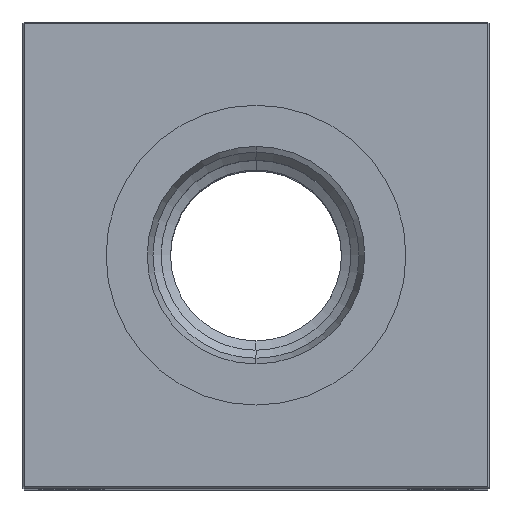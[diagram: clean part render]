
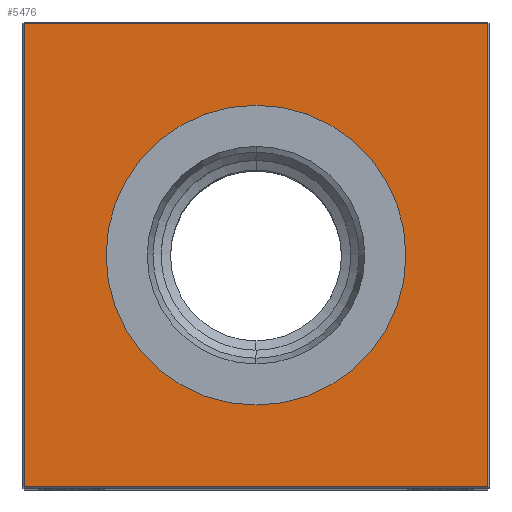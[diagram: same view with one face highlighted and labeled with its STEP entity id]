
A CAD part, top view. The second image highlights one B-rep face of the part: STEP entity #5476.
In plain terms, the highlighted planar face has unit normal (0, 0, 1).
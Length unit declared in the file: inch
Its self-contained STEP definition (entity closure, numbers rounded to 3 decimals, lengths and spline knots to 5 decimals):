
#582 = CARTESIAN_POINT ( 'NONE',  ( 1.49, 0., 6.25 ) ) ;
#680 = AXIS2_PLACEMENT_3D ( 'NONE', #778, #9121, #17153 ) ;
#778 = CARTESIAN_POINT ( 'NONE',  ( 0., 0., 6.25 ) ) ;
#787 = LINE ( 'NONE', #16762, #16348 ) ;
#1017 = EDGE_CURVE ( 'NONE', #19076, #13630, #14377, .T. ) ;
#1596 = EDGE_CURVE ( 'NONE', #3678, #19866, #19785, .T. ) ;
#1937 = CARTESIAN_POINT ( 'NONE',  ( -1.49, 0., 6.25 ) ) ;
#2177 = CARTESIAN_POINT ( 'NONE',  ( -1.49, -1.49, 6.25 ) ) ;
#2202 = ORIENTED_EDGE ( 'NONE', *, *, #20856, .T. ) ;
#2224 = DIRECTION ( 'NONE',  ( 0., 0., -1. ) ) ;
#2498 = VERTEX_POINT ( 'NONE', #25772 ) ;
#2813 = DIRECTION ( 'NONE',  ( -1., 0., 0. ) ) ;
#2951 = ORIENTED_EDGE ( 'NONE', *, *, #1596, .T. ) ;
#3529 = EDGE_CURVE ( 'NONE', #23178, #19076, #787, .T. ) ;
#3678 = VERTEX_POINT ( 'NONE', #11973 ) ;
#4261 = CARTESIAN_POINT ( 'NONE',  ( 0., 0., 6.25 ) ) ;
#4457 = FACE_BOUND ( 'NONE', #17886, .T. ) ;
#5476 = ADVANCED_FACE ( 'NONE', ( #17024, #4457 ), #8982, .F. ) ;
#5684 = EDGE_LOOP ( 'NONE', ( #18585, #9044, #2202, #18021 ) ) ;
#6107 = ORIENTED_EDGE ( 'NONE', *, *, #16723, .T. ) ;
#6485 = DIRECTION ( 'NONE',  ( 1., 0., 0. ) ) ;
#8039 = VECTOR ( 'NONE', #22660, 39.37008 ) ;
#8808 = CARTESIAN_POINT ( 'NONE',  ( 0., -1.49, 6.25 ) ) ;
#8926 = LINE ( 'NONE', #582, #20678 ) ;
#8982 = PLANE ( 'NONE',  #680 ) ;
#9044 = ORIENTED_EDGE ( 'NONE', *, *, #25326, .T. ) ;
#9121 = DIRECTION ( 'NONE',  ( 0., 0., -1. ) ) ;
#11103 = DIRECTION ( 'NONE',  ( 0., 1., 0. ) ) ;
#11973 = CARTESIAN_POINT ( 'NONE',  ( 0., -0.96457, 6.25 ) ) ;
#13225 = CARTESIAN_POINT ( 'NONE',  ( 0., 0., 6.25 ) ) ;
#13630 = VERTEX_POINT ( 'NONE', #2177 ) ;
#14085 = DIRECTION ( 'NONE',  ( -1., 0., 0. ) ) ;
#14377 = LINE ( 'NONE', #1937, #8039 ) ;
#15338 = CARTESIAN_POINT ( 'NONE',  ( 1.49, 1.49, 6.25 ) ) ;
#16348 = VECTOR ( 'NONE', #20969, 39.37008 ) ;
#16723 = EDGE_CURVE ( 'NONE', #19866, #3678, #22886, .T. ) ;
#16762 = CARTESIAN_POINT ( 'NONE',  ( 0., 1.49, 6.25 ) ) ;
#17024 = FACE_OUTER_BOUND ( 'NONE', #5684, .T. ) ;
#17153 = DIRECTION ( 'NONE',  ( -1., 0., 0. ) ) ;
#17886 = EDGE_LOOP ( 'NONE', ( #6107, #2951 ) ) ;
#18021 = ORIENTED_EDGE ( 'NONE', *, *, #3529, .T. ) ;
#18585 = ORIENTED_EDGE ( 'NONE', *, *, #1017, .T. ) ;
#19076 = VERTEX_POINT ( 'NONE', #19591 ) ;
#19591 = CARTESIAN_POINT ( 'NONE',  ( -1.49, 1.49, 6.25 ) ) ;
#19785 = CIRCLE ( 'NONE', #24104, 0.96457 ) ;
#19866 = VERTEX_POINT ( 'NONE', #20567 ) ;
#20567 = CARTESIAN_POINT ( 'NONE',  ( 0., 0.96457, 6.25 ) ) ;
#20678 = VECTOR ( 'NONE', #11103, 39.37008 ) ;
#20856 = EDGE_CURVE ( 'NONE', #2498, #23178, #8926, .T. ) ;
#20969 = DIRECTION ( 'NONE',  ( -1., 0., 0. ) ) ;
#21503 = DIRECTION ( 'NONE',  ( 0., 0., -1. ) ) ;
#22660 = DIRECTION ( 'NONE',  ( 0., -1., 0. ) ) ;
#22762 = VECTOR ( 'NONE', #6485, 39.37008 ) ;
#22886 = CIRCLE ( 'NONE', #25527, 0.96457 ) ;
#22970 = LINE ( 'NONE', #8808, #22762 ) ;
#23178 = VERTEX_POINT ( 'NONE', #15338 ) ;
#24104 = AXIS2_PLACEMENT_3D ( 'NONE', #13225, #21503, #2813 ) ;
#25326 = EDGE_CURVE ( 'NONE', #13630, #2498, #22970, .T. ) ;
#25527 = AXIS2_PLACEMENT_3D ( 'NONE', #4261, #2224, #14085 ) ;
#25772 = CARTESIAN_POINT ( 'NONE',  ( 1.49, -1.49, 6.25 ) ) ;
